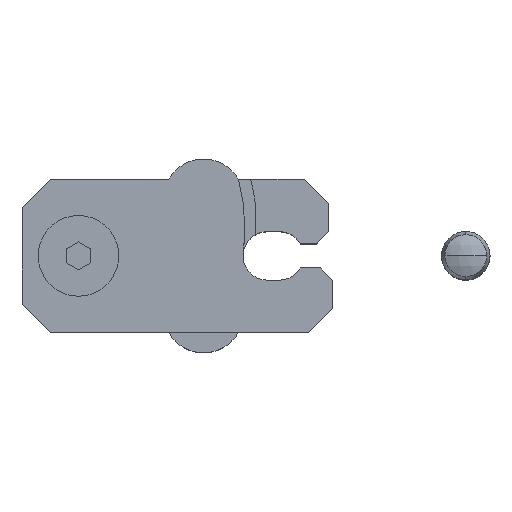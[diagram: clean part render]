
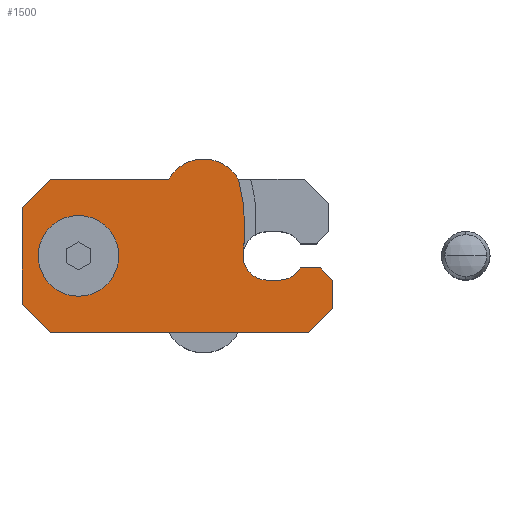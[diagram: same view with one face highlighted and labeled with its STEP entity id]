
A CAD part, top view. The second image highlights one B-rep face of the part: STEP entity #1500.
In plain terms, the highlighted planar face has unit normal (0, 0, 1).
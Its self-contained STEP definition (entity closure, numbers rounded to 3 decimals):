
#107 = EDGE_CURVE ( 'NONE', #2729, #3177, #1429, .T. ) ;
#123 = LINE ( 'NONE', #2954, #2709 ) ;
#124 = EDGE_CURVE ( 'NONE', #2949, #2852, #1840, .T. ) ;
#141 = LINE ( 'NONE', #1545, #3112 ) ;
#172 = VECTOR ( 'NONE', #1187, 1000. ) ;
#180 = EDGE_LOOP ( 'NONE', ( #2845, #1915 ) ) ;
#194 = VECTOR ( 'NONE', #479, 1000. ) ;
#209 = ORIENTED_EDGE ( 'NONE', *, *, #2219, .T. ) ;
#219 = CARTESIAN_POINT ( 'NONE',  ( 20.476, 0.714, 16. ) ) ;
#224 = VERTEX_POINT ( 'NONE', #1318 ) ;
#250 = ORIENTED_EDGE ( 'NONE', *, *, #124, .T. ) ;
#278 = ORIENTED_EDGE ( 'NONE', *, *, #3692, .T. ) ;
#280 = ORIENTED_EDGE ( 'NONE', *, *, #3547, .T. ) ;
#355 = CARTESIAN_POINT ( 'NONE',  ( 0., 0., 16. ) ) ;
#401 = DIRECTION ( 'NONE',  ( -1., 0., 0. ) ) ;
#417 = DIRECTION ( 'NONE',  ( 1., 0., 0. ) ) ;
#470 = CARTESIAN_POINT ( 'NONE',  ( -3.5, -9.5, 16. ) ) ;
#479 = DIRECTION ( 'NONE',  ( 0., 1., 0. ) ) ;
#501 = VERTEX_POINT ( 'NONE', #2708 ) ;
#524 = PLANE ( 'NONE',  #3452 ) ;
#529 = DIRECTION ( 'NONE',  ( -0.707, 0.707, 0. ) ) ;
#550 = CARTESIAN_POINT ( 'NONE',  ( 11.17, 9.5, 16. ) ) ;
#559 = CARTESIAN_POINT ( 'NONE',  ( 28.5, -9.5, 16. ) ) ;
#586 = VERTEX_POINT ( 'NONE', #1242 ) ;
#616 = ORIENTED_EDGE ( 'NONE', *, *, #880, .T. ) ;
#634 = CIRCLE ( 'NONE', #1950, 3. ) ;
#649 = DIRECTION ( 'NONE',  ( 1., 0., 0. ) ) ;
#682 = LINE ( 'NONE', #2135, #2881 ) ;
#696 = CARTESIAN_POINT ( 'NONE',  ( -3.5, 9.5, 16. ) ) ;
#700 = EDGE_CURVE ( 'NONE', #2577, #2252, #3230, .T. ) ;
#704 = DIRECTION ( 'NONE',  ( 0., 0., -1. ) ) ;
#738 = CARTESIAN_POINT ( 'NONE',  ( 28.5, -9.5, 16. ) ) ;
#745 = CARTESIAN_POINT ( 'NONE',  ( -5., 0., 16. ) ) ;
#753 = DIRECTION ( 'NONE',  ( 0., 0., 1. ) ) ;
#863 = EDGE_CURVE ( 'NONE', #2218, #501, #1113, .T. ) ;
#880 = EDGE_CURVE ( 'NONE', #1888, #1205, #682, .T. ) ;
#899 = CARTESIAN_POINT ( 'NONE',  ( 31.5, -3., 16. ) ) ;
#919 = CARTESIAN_POINT ( 'NONE',  ( 11.17, 9.5, 16. ) ) ;
#1016 = VECTOR ( 'NONE', #1295, 1000. ) ;
#1079 = VECTOR ( 'NONE', #2814, 1000. ) ;
#1090 = ORIENTED_EDGE ( 'NONE', *, *, #863, .T. ) ;
#1106 = ORIENTED_EDGE ( 'NONE', *, *, #2377, .T. ) ;
#1108 = DIRECTION ( 'NONE',  ( 0., 0., 1. ) ) ;
#1113 = CIRCLE ( 'NONE', #2192, 3. ) ;
#1187 = DIRECTION ( 'NONE',  ( -1., 0., 0. ) ) ;
#1202 = DIRECTION ( 'NONE',  ( 0., -1., 0. ) ) ;
#1205 = VERTEX_POINT ( 'NONE', #559 ) ;
#1222 = ORIENTED_EDGE ( 'NONE', *, *, #3652, .T. ) ;
#1227 = CARTESIAN_POINT ( 'NONE',  ( 27.488, -1.5, 16. ) ) ;
#1242 = CARTESIAN_POINT ( 'NONE',  ( -7., 6., 16. ) ) ;
#1295 = DIRECTION ( 'NONE',  ( 0.707, 0.707, 0. ) ) ;
#1313 = CARTESIAN_POINT ( 'NONE',  ( 31.5, -6.5, 16. ) ) ;
#1315 = ORIENTED_EDGE ( 'NONE', *, *, #2916, .T. ) ;
#1318 = CARTESIAN_POINT ( 'NONE',  ( 23.39, -3., 16. ) ) ;
#1372 = CARTESIAN_POINT ( 'NONE',  ( -4.28, 3.31, 16. ) ) ;
#1377 = ORIENTED_EDGE ( 'NONE', *, *, #1910, .T. ) ;
#1429 = LINE ( 'NONE', #899, #2200 ) ;
#1435 = ORIENTED_EDGE ( 'NONE', *, *, #700, .T. ) ;
#1449 = DIRECTION ( 'NONE',  ( 0., 0., -1. ) ) ;
#1476 = EDGE_CURVE ( 'NONE', #2252, #586, #3035, .T. ) ;
#1500 = ADVANCED_FACE ( 'NONE', ( #3668, #2945 ), #524, .T. ) ;
#1545 = CARTESIAN_POINT ( 'NONE',  ( 30., -1.5, 16. ) ) ;
#1546 = CARTESIAN_POINT ( 'NONE',  ( -7., -6., 16. ) ) ;
#1551 = DIRECTION ( 'NONE',  ( 0., 0., -1. ) ) ;
#1622 = VERTEX_POINT ( 'NONE', #3172 ) ;
#1631 = DIRECTION ( 'NONE',  ( 0., 0., -1. ) ) ;
#1666 = VERTEX_POINT ( 'NONE', #1769 ) ;
#1700 = CARTESIAN_POINT ( 'NONE',  ( 5., 0., 16. ) ) ;
#1720 = LINE ( 'NONE', #1313, #194 ) ;
#1732 = VERTEX_POINT ( 'NONE', #3511 ) ;
#1769 = CARTESIAN_POINT ( 'NONE',  ( -7., -6., 16. ) ) ;
#1782 = ORIENTED_EDGE ( 'NONE', *, *, #1476, .T. ) ;
#1787 = EDGE_CURVE ( 'NONE', #1666, #1888, #2203, .T. ) ;
#1840 = CIRCLE ( 'NONE', #2758, 24.892 ) ;
#1872 = CARTESIAN_POINT ( 'NONE',  ( 24.89, -3., 16. ) ) ;
#1888 = VERTEX_POINT ( 'NONE', #470 ) ;
#1910 = EDGE_CURVE ( 'NONE', #1732, #2729, #1720, .T. ) ;
#1915 = ORIENTED_EDGE ( 'NONE', *, *, #3082, .T. ) ;
#1924 = AXIS2_PLACEMENT_3D ( 'NONE', #3273, #1551, #3549 ) ;
#1950 = AXIS2_PLACEMENT_3D ( 'NONE', #3351, #1631, #3625 ) ;
#1979 = EDGE_LOOP ( 'NONE', ( #280, #1315, #250, #1106, #1435, #1782, #2351, #2653, #616, #278, #1377, #3672, #209, #1090, #1222 ) ) ;
#2135 = CARTESIAN_POINT ( 'NONE',  ( -3.5, -9.5, 16. ) ) ;
#2192 = AXIS2_PLACEMENT_3D ( 'NONE', #2424, #704, #2727 ) ;
#2200 = VECTOR ( 'NONE', #529, 1000. ) ;
#2203 = LINE ( 'NONE', #1546, #2987 ) ;
#2218 = VERTEX_POINT ( 'NONE', #1227 ) ;
#2219 = EDGE_CURVE ( 'NONE', #3177, #2218, #141, .T. ) ;
#2237 = AXIS2_PLACEMENT_3D ( 'NONE', #2479, #753, #2781 ) ;
#2252 = VERTEX_POINT ( 'NONE', #696 ) ;
#2351 = ORIENTED_EDGE ( 'NONE', *, *, #3213, .T. ) ;
#2374 = DIRECTION ( 'NONE',  ( 0., 0., -1. ) ) ;
#2377 = EDGE_CURVE ( 'NONE', #2852, #2577, #3154, .T. ) ;
#2381 = CARTESIAN_POINT ( 'NONE',  ( 31.5, -3., 16. ) ) ;
#2395 = AXIS2_PLACEMENT_3D ( 'NONE', #355, #2374, #649 ) ;
#2424 = CARTESIAN_POINT ( 'NONE',  ( 24.89, 0., 16. ) ) ;
#2468 = CARTESIAN_POINT ( 'NONE',  ( 19.83, 9.5, 16. ) ) ;
#2479 = CARTESIAN_POINT ( 'NONE',  ( 15.5, 7., 16. ) ) ;
#2555 = LINE ( 'NONE', #738, #1016 ) ;
#2577 = VERTEX_POINT ( 'NONE', #550 ) ;
#2600 = CIRCLE ( 'NONE', #1924, 3. ) ;
#2622 = CARTESIAN_POINT ( 'NONE',  ( 30., -1.5, 16. ) ) ;
#2649 = LINE ( 'NONE', #1872, #3318 ) ;
#2653 = ORIENTED_EDGE ( 'NONE', *, *, #1787, .T. ) ;
#2708 = CARTESIAN_POINT ( 'NONE',  ( 24.89, -3., 16. ) ) ;
#2709 = VECTOR ( 'NONE', #1202, 1000. ) ;
#2727 = DIRECTION ( 'NONE',  ( 1., 0., 0. ) ) ;
#2729 = VERTEX_POINT ( 'NONE', #2381 ) ;
#2744 = CIRCLE ( 'NONE', #2395, 5. ) ;
#2758 = AXIS2_PLACEMENT_3D ( 'NONE', #1372, #2825, #3679 ) ;
#2781 = DIRECTION ( 'NONE',  ( 1., 0., 0. ) ) ;
#2814 = DIRECTION ( 'NONE',  ( -0.707, -0.707, 0. ) ) ;
#2825 = DIRECTION ( 'NONE',  ( 0., 0., 1. ) ) ;
#2845 = ORIENTED_EDGE ( 'NONE', *, *, #3493, .T. ) ;
#2847 = CARTESIAN_POINT ( 'NONE',  ( 23.39, 0., 16. ) ) ;
#2852 = VERTEX_POINT ( 'NONE', #2468 ) ;
#2860 = VERTEX_POINT ( 'NONE', #745 ) ;
#2881 = VECTOR ( 'NONE', #417, 1000. ) ;
#2916 = EDGE_CURVE ( 'NONE', #1622, #2949, #634, .T. ) ;
#2945 = FACE_OUTER_BOUND ( 'NONE', #1979, .T. ) ;
#2949 = VERTEX_POINT ( 'NONE', #219 ) ;
#2954 = CARTESIAN_POINT ( 'NONE',  ( -7., 6., 16. ) ) ;
#2987 = VECTOR ( 'NONE', #3268, 1000. ) ;
#3008 = VERTEX_POINT ( 'NONE', #1700 ) ;
#3035 = LINE ( 'NONE', #3388, #1079 ) ;
#3036 = DIRECTION ( 'NONE',  ( -1., 0., 0. ) ) ;
#3082 = EDGE_CURVE ( 'NONE', #2860, #3008, #3142, .T. ) ;
#3112 = VECTOR ( 'NONE', #401, 1000. ) ;
#3128 = DIRECTION ( 'NONE',  ( 1., 0., 0. ) ) ;
#3142 = CIRCLE ( 'NONE', #3722, 5. ) ;
#3154 = CIRCLE ( 'NONE', #2237, 5. ) ;
#3168 = CARTESIAN_POINT ( 'NONE',  ( 0., 0., 16. ) ) ;
#3172 = CARTESIAN_POINT ( 'NONE',  ( 20.39, 0., 16. ) ) ;
#3177 = VERTEX_POINT ( 'NONE', #2622 ) ;
#3213 = EDGE_CURVE ( 'NONE', #586, #1666, #123, .T. ) ;
#3230 = LINE ( 'NONE', #919, #172 ) ;
#3268 = DIRECTION ( 'NONE',  ( 0.707, -0.707, 0. ) ) ;
#3273 = CARTESIAN_POINT ( 'NONE',  ( 23.39, 0., 16. ) ) ;
#3318 = VECTOR ( 'NONE', #3036, 1000. ) ;
#3351 = CARTESIAN_POINT ( 'NONE',  ( 23.39, 0., 16. ) ) ;
#3388 = CARTESIAN_POINT ( 'NONE',  ( -3.5, 9.5, 16. ) ) ;
#3450 = DIRECTION ( 'NONE',  ( 1., 0., 0. ) ) ;
#3452 = AXIS2_PLACEMENT_3D ( 'NONE', #2847, #1108, #3128 ) ;
#3493 = EDGE_CURVE ( 'NONE', #3008, #2860, #2744, .T. ) ;
#3511 = CARTESIAN_POINT ( 'NONE',  ( 31.5, -6.5, 16. ) ) ;
#3547 = EDGE_CURVE ( 'NONE', #224, #1622, #2600, .T. ) ;
#3549 = DIRECTION ( 'NONE',  ( 1., 0., 0. ) ) ;
#3625 = DIRECTION ( 'NONE',  ( 1., 0., 0. ) ) ;
#3652 = EDGE_CURVE ( 'NONE', #501, #224, #2649, .T. ) ;
#3668 = FACE_BOUND ( 'NONE', #180, .T. ) ;
#3672 = ORIENTED_EDGE ( 'NONE', *, *, #107, .T. ) ;
#3679 = DIRECTION ( 'NONE',  ( 1., 0., 0. ) ) ;
#3692 = EDGE_CURVE ( 'NONE', #1205, #1732, #2555, .T. ) ;
#3722 = AXIS2_PLACEMENT_3D ( 'NONE', #3168, #1449, #3450 ) ;
